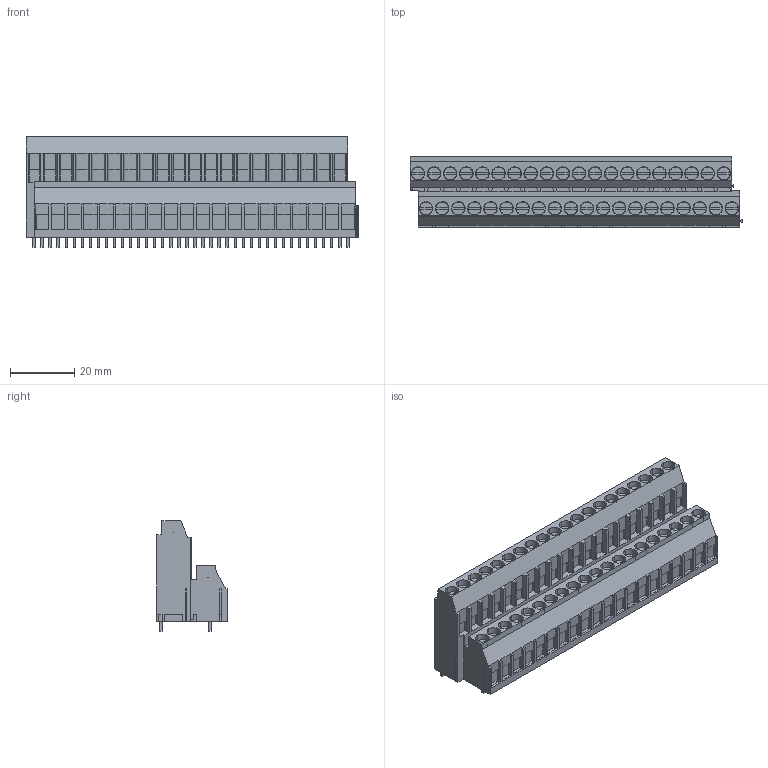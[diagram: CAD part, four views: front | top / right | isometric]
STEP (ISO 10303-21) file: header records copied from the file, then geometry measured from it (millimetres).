
FILE_DESCRIPTION(('CATIA V5 STEP','CAx-IF Rec.Pracs.--- Model Styling and Organization---1.4--- 2014-01-23'),'2;1');
FILE_NAME ('2008244-1_0', '2024-03-18T13:07:43+00:00', ('none'), ('Weidmueller'), 'CATIA Version 5-6 Release 2016 SP3 HF44', 'CATIA V5 STEP AP214', 'none');
FILE_SCHEMA(('AUTOMOTIVE_DESIGN { 1 0 10303 214 1 1 1 1 }'));
Products named in the file (1): 3027130000
Bounding box: 103.15 x 21.94 x 34.47 mm (x, y, z)
Volume: 42232.8 mm3; surface area: 20429.7 mm2
Topology: 81 solids, 81 shells, 2206 faces, 6350 edges, 4347 vertices
Faces by surface type: plane 2046, cylinder 160
Entity records: 65694 total; most frequent: ORIENTED_EDGE 12700, CARTESIAN_POINT 12597, DIRECTION 8184, EDGE_CURVE 6350, VECTOR 5618, LINE 5618, VERTEX_POINT 4347, EDGE_LOOP 2247
